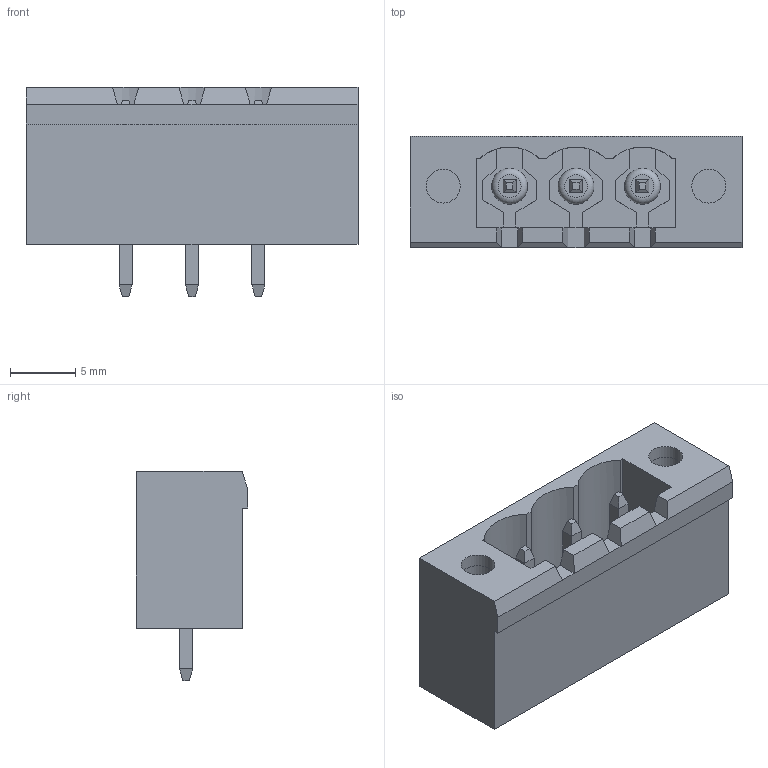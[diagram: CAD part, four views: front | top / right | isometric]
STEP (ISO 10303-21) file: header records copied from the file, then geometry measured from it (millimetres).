
FILE_DESCRIPTION( ( 'Unknown' ), '1' );
FILE_NAME( '691318500003.stp', 'Unknown', ( 'Unknown' ), ( 'Unknown' ), 'PSStep 15.0.49', 'Unknown', ' ' );
FILE_SCHEMA( ( 'AUTOMOTIVE_DESIGN { 1 0 10303 214 1 1 1 1 }' ) );
Length unit declared in the file: millimetre
Products named in the file (4): Assem1; 6913185000xx_PIN; 6913185000xx_INSERT; 691311500103
Assembly tree (6 placements, depth 2):
  Assem1
    6913185000xx_PIN  x3
    6913185000xx_INSERT  x2
    691311500103
Bounding box: 25.4 x 8.5 x 16 mm (x, y, z)
Volume: 1204.8 mm3; surface area: 3204.3 mm2
Topology: 6 solids, 6 shells, 220 faces, 571 edges, 371 vertices
Faces by surface type: plane 203, cylinder 10, torus 7
Full cylindrical faces by diameter (mm): 2.6 x4, 2.75 x3
Entity records: 7230 total; most frequent: CARTESIAN_POINT 1225, ORIENTED_EDGE 942, DIRECTION 862, EDGE_CURVE 471, LINE 430, VECTOR 430, VERTEX_POINT 315, AXIS2_PLACEMENT_3D 216
